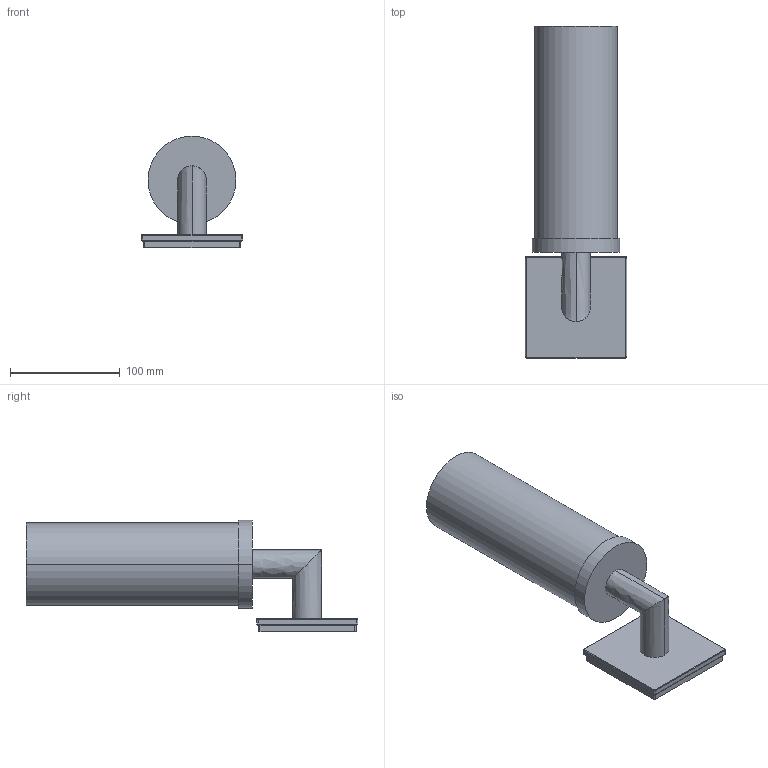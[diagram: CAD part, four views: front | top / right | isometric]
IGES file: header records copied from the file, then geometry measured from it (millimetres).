
Start section:  PTC IGES file: 5381.igs
Global section: file name: 5381.igs; native system: Creo Parametric by PTC Inc.; preprocessor: 2018400; author: jinson.thomas; organization: Unknown; date: 20210614.140403; units: inch
Bounding box: 92.2 x 301.7 x 101.6 mm (x, y, z)
Volume: 363533.1 mm3; surface area: 136790.5 mm2
Topology: 1 solids, 1 shells, 72 faces, 162 edges, 100 vertices
Faces by surface type: revolution 50, bspline 22
